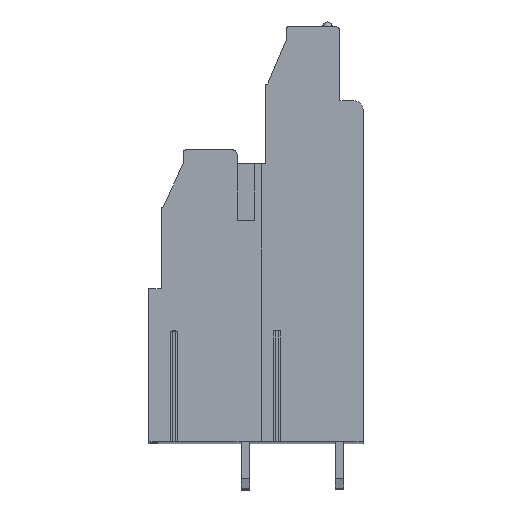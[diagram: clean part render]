
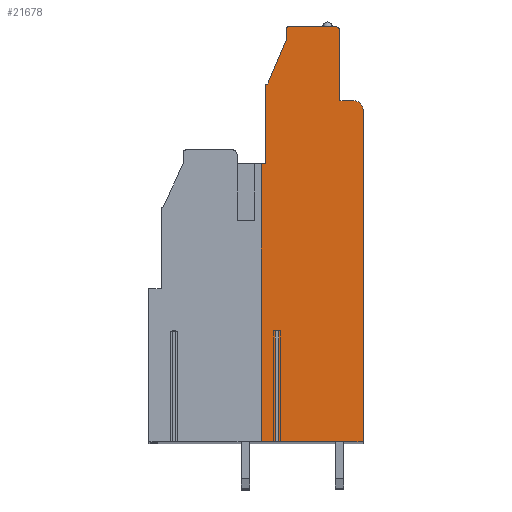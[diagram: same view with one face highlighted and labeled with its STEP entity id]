
A CAD part, top view. The second image highlights one B-rep face of the part: STEP entity #21678.
In plain terms, the highlighted planar face has unit normal (0, 0, 1).
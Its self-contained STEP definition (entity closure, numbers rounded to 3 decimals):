
#13=DIRECTION('',(1.,0.,0.));
#14=VECTOR('',#13,0.38);
#15=CARTESIAN_POINT('',(1.01,-18.05,119.38));
#16=LINE('',#15,#14);
#17=DIRECTION('',(0.,1.,0.));
#18=VECTOR('',#17,11.95);
#19=CARTESIAN_POINT('',(1.01,-30.,119.38));
#20=LINE('',#19,#18);
#21=DIRECTION('',(1.,0.,0.));
#22=VECTOR('',#21,1.51);
#23=CARTESIAN_POINT('',(-0.5,-30.,119.38));
#24=LINE('',#23,#22);
#25=DIRECTION('',(0.,1.,0.));
#26=VECTOR('',#25,30.);
#27=CARTESIAN_POINT('',(-0.5,-30.,119.38));
#28=LINE('',#27,#26);
#29=DIRECTION('',(-1.,0.,0.));
#30=VECTOR('',#29,0.5);
#31=CARTESIAN_POINT('',(0.,0.,119.38));
#32=LINE('',#31,#30);
#33=DIRECTION('',(0.,-1.,0.));
#34=VECTOR('',#33,8.4);
#35=CARTESIAN_POINT('',(0.,8.4,119.38));
#36=LINE('',#35,#34);
#37=CARTESIAN_POINT('',(0.2,8.4,119.38));
#38=DIRECTION('',(0.,0.,1.));
#39=DIRECTION('',(0.,1.,0.));
#40=AXIS2_PLACEMENT_3D('',#37,#38,#39);
#42=DIRECTION('',(-0.392,-0.92,0.));
#43=VECTOR('',#42,5.108);
#44=CARTESIAN_POINT('',(2.2,13.3,119.38));
#45=LINE('',#44,#43);
#46=DIRECTION('',(0.,-1.,0.));
#47=VECTOR('',#46,1.2);
#48=CARTESIAN_POINT('',(2.2,14.5,119.38));
#49=LINE('',#48,#47);
#50=CARTESIAN_POINT('',(2.5,14.5,119.38));
#51=DIRECTION('',(0.,0.,1.));
#52=DIRECTION('',(0.,1.,0.));
#53=AXIS2_PLACEMENT_3D('',#50,#51,#52);
#55=DIRECTION('',(-1.,0.,0.));
#56=VECTOR('',#55,5.);
#57=CARTESIAN_POINT('',(7.5,14.8,119.38));
#58=LINE('',#57,#56);
#59=CARTESIAN_POINT('',(7.5,14.3,119.38));
#60=DIRECTION('',(0.,0.,1.));
#61=DIRECTION('',(1.,0.,0.));
#62=AXIS2_PLACEMENT_3D('',#59,#60,#61);
#64=DIRECTION('',(0.,1.,0.));
#65=VECTOR('',#64,7.5);
#66=CARTESIAN_POINT('',(8.,6.8,119.38));
#67=LINE('',#66,#65);
#68=DIRECTION('',(-1.,0.,0.));
#69=VECTOR('',#68,1.5);
#70=CARTESIAN_POINT('',(9.5,6.8,119.38));
#71=LINE('',#70,#69);
#72=CARTESIAN_POINT('',(9.5,5.8,119.38));
#73=DIRECTION('',(0.,0.,1.));
#74=DIRECTION('',(1.,0.,0.));
#75=AXIS2_PLACEMENT_3D('',#72,#73,#74);
#77=DIRECTION('',(0.,1.,0.));
#78=VECTOR('',#77,35.8);
#79=CARTESIAN_POINT('',(10.5,-30.,119.38));
#80=LINE('',#79,#78);
#81=DIRECTION('',(1.,0.,0.));
#82=VECTOR('',#81,9.11);
#83=CARTESIAN_POINT('',(1.39,-30.,119.38));
#84=LINE('',#83,#82);
#85=DIRECTION('',(0.,1.,0.));
#86=VECTOR('',#85,11.95);
#87=CARTESIAN_POINT('',(1.39,-30.,119.38));
#88=LINE('',#87,#86);
#16679=CARTESIAN_POINT('',(10.5,-30.,119.38));
#16680=CARTESIAN_POINT('',(10.5,5.8,119.38));
#16681=VERTEX_POINT('',#16679);
#16682=VERTEX_POINT('',#16680);
#16683=CARTESIAN_POINT('',(9.5,6.8,119.38));
#16684=VERTEX_POINT('',#16683);
#16685=CARTESIAN_POINT('',(8.,6.8,119.38));
#16686=VERTEX_POINT('',#16685);
#16687=CARTESIAN_POINT('',(8.,14.3,119.38));
#16688=VERTEX_POINT('',#16687);
#16689=CARTESIAN_POINT('',(7.5,14.8,119.38));
#16690=VERTEX_POINT('',#16689);
#16691=CARTESIAN_POINT('',(2.5,14.8,119.38));
#16692=VERTEX_POINT('',#16691);
#16693=CARTESIAN_POINT('',(2.2,14.5,119.38));
#16694=VERTEX_POINT('',#16693);
#16695=CARTESIAN_POINT('',(2.2,13.3,119.38));
#16696=VERTEX_POINT('',#16695);
#16697=CARTESIAN_POINT('',(0.2,8.6,119.38));
#16698=VERTEX_POINT('',#16697);
#16699=CARTESIAN_POINT('',(0.,8.4,119.38));
#16700=VERTEX_POINT('',#16699);
#16701=CARTESIAN_POINT('',(0.,0.,119.38));
#16702=VERTEX_POINT('',#16701);
#16727=CARTESIAN_POINT('',(-0.5,-30.,119.38));
#16728=CARTESIAN_POINT('',(-0.5,0.,119.38));
#16729=VERTEX_POINT('',#16727);
#16730=VERTEX_POINT('',#16728);
#16811=CARTESIAN_POINT('',(1.01,-18.05,119.38));
#16812=CARTESIAN_POINT('',(1.39,-18.05,119.38));
#16813=VERTEX_POINT('',#16811);
#16814=VERTEX_POINT('',#16812);
#16815=CARTESIAN_POINT('',(1.01,-30.,119.38));
#16816=VERTEX_POINT('',#16815);
#16817=CARTESIAN_POINT('',(1.39,-30.,119.38));
#16818=VERTEX_POINT('',#16817);
#21635=CARTESIAN_POINT('',(0.,0.,119.38));
#21636=DIRECTION('',(0.,0.,1.));
#21637=DIRECTION('',(1.,0.,0.));
#21638=AXIS2_PLACEMENT_3D('',#21635,#21636,#21637);
#21639=PLANE('',#21638);
#21641=ORIENTED_EDGE('',*,*,#21640,.F.);
#21643=ORIENTED_EDGE('',*,*,#21642,.F.);
#21645=ORIENTED_EDGE('',*,*,#21644,.F.);
#21647=ORIENTED_EDGE('',*,*,#21646,.T.);
#21649=ORIENTED_EDGE('',*,*,#21648,.F.);
#21651=ORIENTED_EDGE('',*,*,#21650,.F.);
#21653=ORIENTED_EDGE('',*,*,#21652,.F.);
#21655=ORIENTED_EDGE('',*,*,#21654,.F.);
#21657=ORIENTED_EDGE('',*,*,#21656,.F.);
#21659=ORIENTED_EDGE('',*,*,#21658,.F.);
#21661=ORIENTED_EDGE('',*,*,#21660,.F.);
#21663=ORIENTED_EDGE('',*,*,#21662,.F.);
#21665=ORIENTED_EDGE('',*,*,#21664,.F.);
#21667=ORIENTED_EDGE('',*,*,#21666,.F.);
#21669=ORIENTED_EDGE('',*,*,#21668,.F.);
#21671=ORIENTED_EDGE('',*,*,#21670,.F.);
#21673=ORIENTED_EDGE('',*,*,#21672,.F.);
#21675=ORIENTED_EDGE('',*,*,#21674,.T.);
#21676=EDGE_LOOP('',(#21641,#21643,#21645,#21647,#21649,#21651,#21653,#21655,
#21657,#21659,#21661,#21663,#21665,#21667,#21669,#21671,#21673,#21675));
#21677=FACE_OUTER_BOUND('',#21676,.F.);
#41=CIRCLE('',#40,0.2);
#54=CIRCLE('',#53,0.3);
#63=CIRCLE('',#62,0.5);
#76=CIRCLE('',#75,1.);
#21640=EDGE_CURVE('',#16813,#16814,#16,.T.);
#21642=EDGE_CURVE('',#16816,#16813,#20,.T.);
#21644=EDGE_CURVE('',#16729,#16816,#24,.T.);
#21646=EDGE_CURVE('',#16729,#16730,#28,.T.);
#21648=EDGE_CURVE('',#16702,#16730,#32,.T.);
#21650=EDGE_CURVE('',#16700,#16702,#36,.T.);
#21652=EDGE_CURVE('',#16698,#16700,#41,.T.);
#21654=EDGE_CURVE('',#16696,#16698,#45,.T.);
#21656=EDGE_CURVE('',#16694,#16696,#49,.T.);
#21658=EDGE_CURVE('',#16692,#16694,#54,.T.);
#21660=EDGE_CURVE('',#16690,#16692,#58,.T.);
#21662=EDGE_CURVE('',#16688,#16690,#63,.T.);
#21664=EDGE_CURVE('',#16686,#16688,#67,.T.);
#21666=EDGE_CURVE('',#16684,#16686,#71,.T.);
#21668=EDGE_CURVE('',#16682,#16684,#76,.T.);
#21670=EDGE_CURVE('',#16681,#16682,#80,.T.);
#21672=EDGE_CURVE('',#16818,#16681,#84,.T.);
#21674=EDGE_CURVE('',#16818,#16814,#88,.T.);
#21678=ADVANCED_FACE('',(#21677),#21639,.T.);
